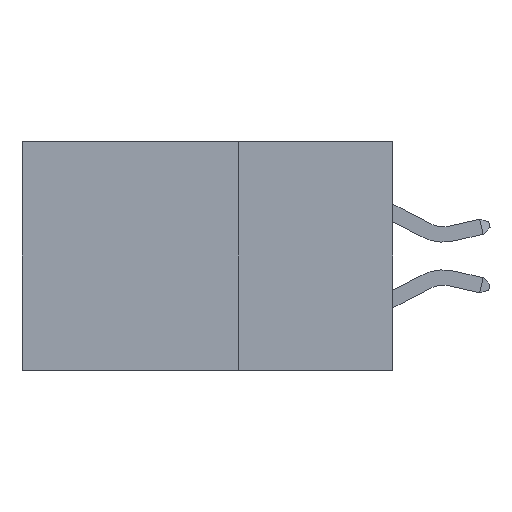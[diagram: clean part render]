
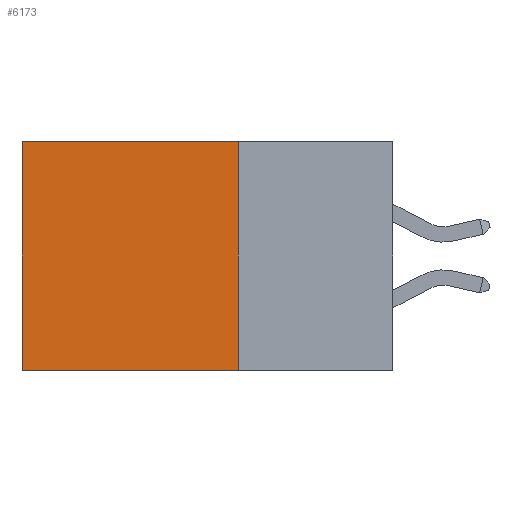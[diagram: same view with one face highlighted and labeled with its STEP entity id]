
A CAD part, left-side view. The second image highlights one B-rep face of the part: STEP entity #6173.
In plain terms, the highlighted planar face has unit normal (-1, 0, 0).
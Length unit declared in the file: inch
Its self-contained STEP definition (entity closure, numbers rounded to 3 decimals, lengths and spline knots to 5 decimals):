
#951 = DIRECTION ( 'NONE',  ( 1., 0., 0. ) ) ;
#1151 = CARTESIAN_POINT ( 'NONE',  ( 0.2875, 0.25, 0. ) ) ;
#1303 = ORIENTED_EDGE ( 'NONE', *, *, #9739, .F. ) ;
#1612 = VERTEX_POINT ( 'NONE', #8501 ) ;
#2302 = VERTEX_POINT ( 'NONE', #9908 ) ;
#2626 = DIRECTION ( 'NONE',  ( 0., 0., -1. ) ) ;
#2778 = CARTESIAN_POINT ( 'NONE',  ( 0.2875, 0.25, -0.37 ) ) ;
#3050 = CARTESIAN_POINT ( 'NONE',  ( 0.2875, 0.25, 0. ) ) ;
#4704 = VERTEX_POINT ( 'NONE', #3050 ) ;
#5048 = ORIENTED_EDGE ( 'NONE', *, *, #7577, .T. ) ;
#6147 = EDGE_LOOP ( 'NONE', ( #8440, #1303, #12344, #5048 ) ) ;
#6173 = ADVANCED_FACE ( 'NONE', ( #18101 ), #13635, .F. ) ;
#7100 = DIRECTION ( 'NONE',  ( 0., 0., -1. ) ) ;
#7577 = EDGE_CURVE ( 'NONE', #4704, #1612, #10992, .T. ) ;
#8440 = ORIENTED_EDGE ( 'NONE', *, *, #13772, .T. ) ;
#8501 = CARTESIAN_POINT ( 'NONE',  ( 0.2875, 0.6, 0. ) ) ;
#8720 = CARTESIAN_POINT ( 'NONE',  ( 0.2875, 0.6, -0.37 ) ) ;
#9684 = DIRECTION ( 'NONE',  ( 0., 1., 0. ) ) ;
#9739 = EDGE_CURVE ( 'NONE', #2302, #11623, #11095, .T. ) ;
#9908 = CARTESIAN_POINT ( 'NONE',  ( 0.2875, 0.25, -0.37 ) ) ;
#10460 = VECTOR ( 'NONE', #7100, 39.37008 ) ;
#10667 = VECTOR ( 'NONE', #14073, 39.37008 ) ;
#10883 = DIRECTION ( 'NONE',  ( 0., 0., -1. ) ) ;
#10992 = LINE ( 'NONE', #1151, #17878 ) ;
#11095 = LINE ( 'NONE', #2778, #10667 ) ;
#11442 = LINE ( 'NONE', #12505, #15543 ) ;
#11528 = EDGE_CURVE ( 'NONE', #4704, #2302, #17795, .T. ) ;
#11623 = VERTEX_POINT ( 'NONE', #8720 ) ;
#12344 = ORIENTED_EDGE ( 'NONE', *, *, #11528, .F. ) ;
#12505 = CARTESIAN_POINT ( 'NONE',  ( 0.2875, 0.6, 0. ) ) ;
#13635 = PLANE ( 'NONE',  #14240 ) ;
#13772 = EDGE_CURVE ( 'NONE', #1612, #11623, #11442, .T. ) ;
#14073 = DIRECTION ( 'NONE',  ( 0., 1., 0. ) ) ;
#14188 = CARTESIAN_POINT ( 'NONE',  ( 0.2875, 0.25, 0. ) ) ;
#14240 = AXIS2_PLACEMENT_3D ( 'NONE', #14988, #951, #10883 ) ;
#14988 = CARTESIAN_POINT ( 'NONE',  ( 0.2875, 0.25, 0. ) ) ;
#15543 = VECTOR ( 'NONE', #2626, 39.37008 ) ;
#17795 = LINE ( 'NONE', #14188, #10460 ) ;
#17878 = VECTOR ( 'NONE', #9684, 39.37008 ) ;
#18101 = FACE_OUTER_BOUND ( 'NONE', #6147, .T. ) ;
